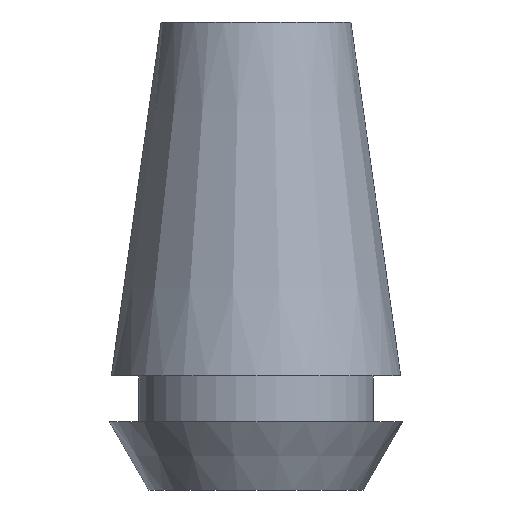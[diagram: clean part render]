
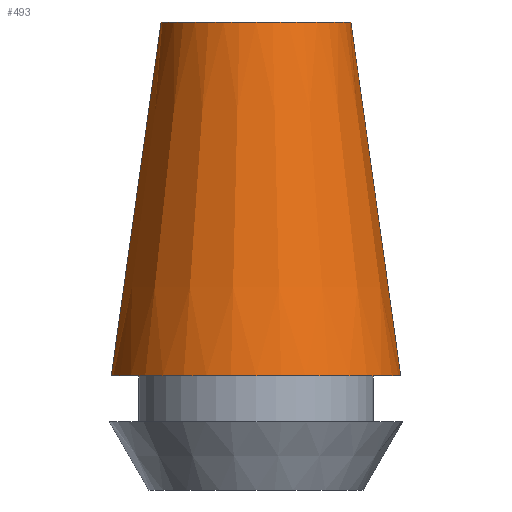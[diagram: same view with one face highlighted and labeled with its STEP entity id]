
A CAD part, left-side view. The second image highlights one B-rep face of the part: STEP entity #493.
In plain terms, the highlighted conical face has half-angle 8 degrees and reference radius 7.039 mm.
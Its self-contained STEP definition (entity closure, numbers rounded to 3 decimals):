
#178=CARTESIAN_POINT('',(0.,0.,-20.8));
#179=DIRECTION('',(0.,0.,1.));
#180=DIRECTION('',(0.,1.,0.));
#181=AXIS2_PLACEMENT_3D('',#178,#179,#180);
#202=DIRECTION('',(0.,0.139,-0.99));
#203=VECTOR('',#202,21.004);
#204=CARTESIAN_POINT('',(0.,5.577,0.));
#205=LINE('',#204,#203);
#209=DIRECTION('',(0.,-0.139,-0.99));
#210=VECTOR('',#209,21.004);
#211=CARTESIAN_POINT('',(0.,-5.577,0.));
#212=LINE('',#211,#210);
#216=CARTESIAN_POINT('',(0.,0.,0.));
#217=DIRECTION('',(0.,0.,-1.));
#218=DIRECTION('',(0.,-1.,0.));
#219=AXIS2_PLACEMENT_3D('',#216,#217,#218);
#280=CARTESIAN_POINT('',(0.,-8.5,-20.8));
#281=CARTESIAN_POINT('',(0.,8.5,-20.8));
#282=VERTEX_POINT('',#280);
#283=VERTEX_POINT('',#281);
#284=CARTESIAN_POINT('',(0.,5.577,0.));
#285=VERTEX_POINT('',#284);
#286=CARTESIAN_POINT('',(0.,-5.577,0.));
#287=VERTEX_POINT('',#286);
#481=CARTESIAN_POINT('',(0.,0.,-10.4));
#482=DIRECTION('',(0.,0.,-1.));
#483=DIRECTION('',(0.,-1.,0.));
#484=AXIS2_PLACEMENT_3D('',#481,#482,#483);
#485=CONICAL_SURFACE('',#484,7.039,8.);
#486=ORIENTED_EDGE('',*,*,#471,.F.);
#488=ORIENTED_EDGE('',*,*,#487,.F.);
#489=ORIENTED_EDGE('',*,*,#474,.T.);
#490=ORIENTED_EDGE('',*,*,#457,.F.);
#491=EDGE_LOOP('',(#486,#488,#489,#490));
#492=FACE_OUTER_BOUND('',#491,.F.);
#182=CIRCLE('',#181,8.5);
#220=CIRCLE('',#219,5.577);
#457=EDGE_CURVE('',#283,#282,#182,.T.);
#471=EDGE_CURVE('',#285,#283,#205,.T.);
#474=EDGE_CURVE('',#287,#282,#212,.T.);
#487=EDGE_CURVE('',#287,#285,#220,.T.);
#493=ADVANCED_FACE('',(#492),#485,.T.);
